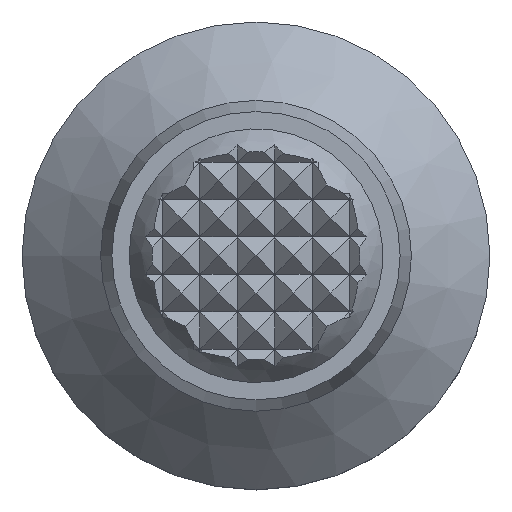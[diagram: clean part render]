
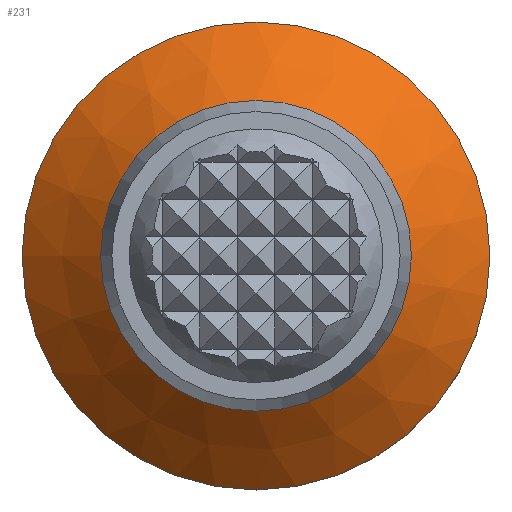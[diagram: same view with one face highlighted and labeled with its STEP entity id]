
A CAD part, top view. The second image highlights one B-rep face of the part: STEP entity #231.
In plain terms, the highlighted conical face has half-angle 46.363 degrees and reference radius 12.5 mm.
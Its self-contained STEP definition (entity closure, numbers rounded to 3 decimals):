
#231 = ADVANCED_FACE( '', ( #553, #554 ), #555, .T. );
#553 = FACE_BOUND( '', #883, .T. );
#554 = FACE_OUTER_BOUND( '', #884, .T. );
#555 = CONICAL_SURFACE( '', #885, 12.5, 0.809 );
#883 = EDGE_LOOP( '', ( #1916 ) );
#884 = EDGE_LOOP( '', ( #1917 ) );
#885 = AXIS2_PLACEMENT_3D( '', #1918, #1919, #1920 );
#1916 = ORIENTED_EDGE( '', *, *, #2217, .T. );
#1917 = ORIENTED_EDGE( '', *, *, #2172, .F. );
#1918 = CARTESIAN_POINT( '', ( 0., 0., 6. ) );
#1919 = DIRECTION( '', ( 0., 0., -1. ) );
#1920 = DIRECTION( '', ( -1., 0., 0. ) );
#2172 = EDGE_CURVE( '', #2574, #2574, #2575, .T. );
#2217 = EDGE_CURVE( '', #2623, #2623, #2624, .T. );
#2574 = VERTEX_POINT( '', #3143 );
#2575 = CIRCLE( '', #3144, 12.5 );
#2623 = VERTEX_POINT( '', #3236 );
#2624 = CIRCLE( '', #3237, 8.305 );
#3143 = CARTESIAN_POINT( '', ( -12.5, 0., 6. ) );
#3144 = AXIS2_PLACEMENT_3D( '', #3618, #3619, #3620 );
#3236 = CARTESIAN_POINT( '', ( -8.305, 0., 10. ) );
#3237 = AXIS2_PLACEMENT_3D( '', #3665, #3666, #3667 );
#3618 = CARTESIAN_POINT( '', ( 0., 0., 6. ) );
#3619 = DIRECTION( '', ( 0., 0., -1. ) );
#3620 = DIRECTION( '', ( -1., 0., 0. ) );
#3665 = CARTESIAN_POINT( '', ( 0., 0., 10. ) );
#3666 = DIRECTION( '', ( 0., 0., -1. ) );
#3667 = DIRECTION( '', ( -1., 0., 0. ) );
